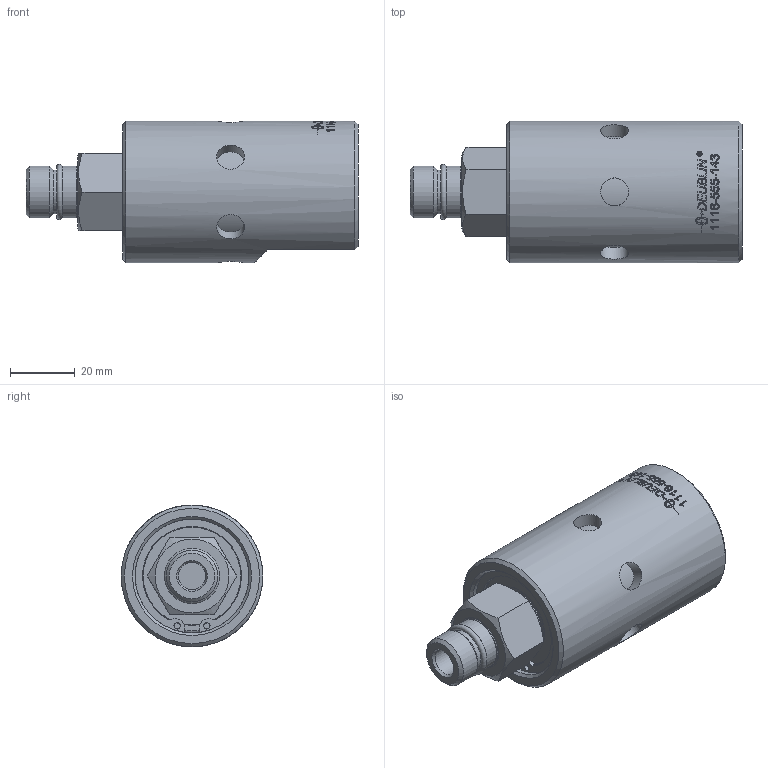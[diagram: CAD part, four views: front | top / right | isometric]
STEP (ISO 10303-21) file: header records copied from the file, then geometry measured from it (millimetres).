
FILE_DESCRIPTION(/* description */ (''),/* implementation_level */ '2;1');
FILE_NAME(/* name */ '1116-555-143-IC.stp',/* time_stamp */ '2020-05-14T13:08:03-05:00',/* author */ ('moorera'),/* organization */ (''),/* preprocessor_version */ 'ST-DEVELOPER v18.1',/* originating_system */ 'Autodesk Inventor 2020',/* authorisation */ '');
FILE_SCHEMA (('AUTOMOTIVE_DESIGN { 1 0 10303 214 3 1 1 }'));
Length unit declared in the file: millimetre
Products named in the file (1): 1116-555-143-IC
Bounding box: 102.4 x 43.7 x 43.7 mm (x, y, z)
Volume: 108933.5 mm3; surface area: 19139.8 mm2
Topology: 2 solids, 3 shells, 449 faces, 1230 edges, 825 vertices
Faces by surface type: plane 247, bspline 111, cylinder 70, cone 12, torus 9
Full cylindrical faces by diameter (mm): 1.981 x2, 8.5 x1, 8.6 x6, 13.5 x2, 14.95 x1, 16 x2, 19.84 x1, 21.675 x1, 30.125 x1, 30.4 x1, 35.08 x1, 37.25 x1, 43.7 x1
Entity records: 18022 total; most frequent: CARTESIAN_POINT 6769, ORIENTED_EDGE 2460, DIRECTION 2143, EDGE_CURVE 1230, AXIS2_PLACEMENT_3D 847, VERTEX_POINT 825, EDGE_LOOP 501, LINE 449
